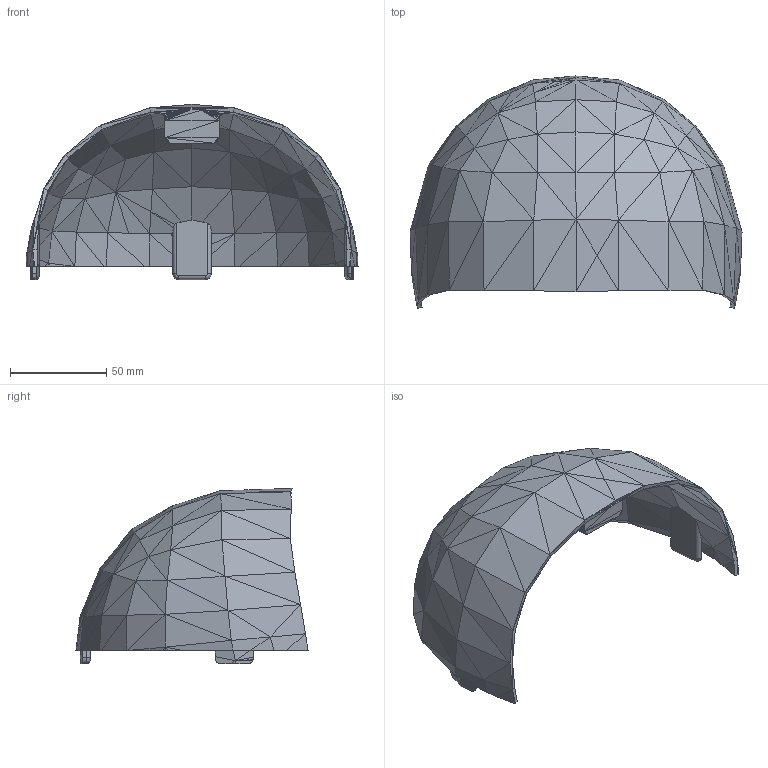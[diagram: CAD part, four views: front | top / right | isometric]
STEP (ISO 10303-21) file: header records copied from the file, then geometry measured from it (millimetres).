
FILE_DESCRIPTION(/* description */ (''),/* implementation_level */ '2;1');
FILE_NAME(/* name */ 'Parietal v1.step',/* time_stamp */ '2021-04-16T19:07:57+01:00',/* author */ (''),/* organization */ (''),/* preprocessor_version */ 'ST-DEVELOPER v18.1',/* originating_system */ 'Autodesk Translation Framework v10.6.0.1341',/* authorisation */ '');
FILE_SCHEMA (('AUTOMOTIVE_DESIGN { 1 0 10303 214 3 1 1 }'));
Length unit declared in the file: millimetre
Products named in the file (2): Parietal; Parietal_1
Assembly tree (1 placements, depth 2):
  Parietal
    Parietal_1
Bounding box: 172.04 x 120.28 x 90.84 mm (x, y, z)
Volume: 77633.7 mm3; surface area: 62906.1 mm2
Topology: 1 solids, 1 shells, 559 faces, 991 edges, 434 vertices
Faces by surface type: plane 536, cylinder 16, bspline 7
Entity records: 12454 total; most frequent: DIRECTION 2154, CARTESIAN_POINT 2076, ORIENTED_EDGE 1982, EDGE_CURVE 991, LINE 928, VECTOR 928, AXIS2_PLACEMENT_3D 613, FACE_OUTER_BOUND 559
